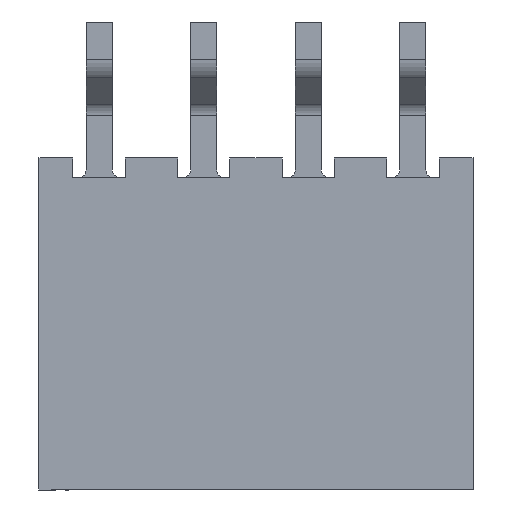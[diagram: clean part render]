
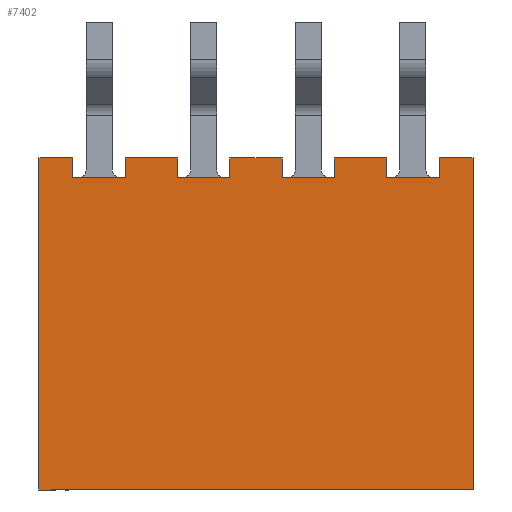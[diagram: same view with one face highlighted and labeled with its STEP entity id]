
A CAD part, front view. The second image highlights one B-rep face of the part: STEP entity #7402.
In plain terms, the highlighted planar face has unit normal (0, -1, 0).
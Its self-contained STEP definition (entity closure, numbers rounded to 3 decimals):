
#250=PLANE('',#7885);
#591=FACE_OUTER_BOUND('',#951,.T.);
#951=EDGE_LOOP('',(#5971,#5972,#5973,#5974,#5975,#5976,#5977,#5978,#5979,
#5980,#5981,#5982,#5983,#5984,#5985,#5986,#5987,#5988,#5989,#5990));
#1638=LINE('',#11441,#2502);
#1640=LINE('',#11445,#2504);
#1642=LINE('',#11449,#2506);
#1645=LINE('',#11455,#2509);
#1647=LINE('',#11459,#2511);
#1650=LINE('',#11464,#2514);
#1678=LINE('',#11519,#2542);
#1679=LINE('',#11521,#2543);
#1680=LINE('',#11523,#2544);
#1681=LINE('',#11525,#2545);
#1682=LINE('',#11527,#2546);
#1683=LINE('',#11529,#2547);
#1684=LINE('',#11531,#2548);
#1685=LINE('',#11533,#2549);
#1686=LINE('',#11535,#2550);
#1687=LINE('',#11537,#2551);
#1688=LINE('',#11539,#2552);
#1689=LINE('',#11541,#2553);
#1690=LINE('',#11542,#2554);
#1691=LINE('',#11543,#2555);
#2502=VECTOR('',#9218,1.);
#2504=VECTOR('',#9222,1.);
#2506=VECTOR('',#9226,1.);
#2509=VECTOR('',#9231,1.);
#2511=VECTOR('',#9235,1.);
#2514=VECTOR('',#9240,1.);
#2542=VECTOR('',#9290,1.);
#2543=VECTOR('',#9291,1.);
#2544=VECTOR('',#9292,1.);
#2545=VECTOR('',#9293,1.);
#2546=VECTOR('',#9294,1.);
#2547=VECTOR('',#9295,1.);
#2548=VECTOR('',#9296,1.);
#2549=VECTOR('',#9297,1.);
#2550=VECTOR('',#9298,1.);
#2551=VECTOR('',#9299,1.);
#2552=VECTOR('',#9300,1.);
#2553=VECTOR('',#9301,1.);
#2554=VECTOR('',#9302,1.);
#2555=VECTOR('',#9303,1.);
#3432=VERTEX_POINT('',#11438);
#3433=VERTEX_POINT('',#11440);
#3434=VERTEX_POINT('',#11444);
#3435=VERTEX_POINT('',#11448);
#3436=VERTEX_POINT('',#11452);
#3437=VERTEX_POINT('',#11454);
#3438=VERTEX_POINT('',#11458);
#3439=VERTEX_POINT('',#11463);
#3455=VERTEX_POINT('',#11518);
#3456=VERTEX_POINT('',#11520);
#3457=VERTEX_POINT('',#11522);
#3458=VERTEX_POINT('',#11524);
#3459=VERTEX_POINT('',#11526);
#3460=VERTEX_POINT('',#11528);
#3461=VERTEX_POINT('',#11530);
#3462=VERTEX_POINT('',#11532);
#3463=VERTEX_POINT('',#11534);
#3464=VERTEX_POINT('',#11536);
#3465=VERTEX_POINT('',#11538);
#3466=VERTEX_POINT('',#11540);
#4321=EDGE_CURVE('',#3432,#3433,#1638,.T.);
#4323=EDGE_CURVE('',#3433,#3434,#1640,.T.);
#4325=EDGE_CURVE('',#3435,#3434,#1642,.T.);
#4328=EDGE_CURVE('',#3436,#3437,#1645,.T.);
#4330=EDGE_CURVE('',#3437,#3438,#1647,.T.);
#4333=EDGE_CURVE('',#3438,#3439,#1650,.T.);
#4361=EDGE_CURVE('',#3432,#3455,#1678,.T.);
#4362=EDGE_CURVE('',#3455,#3456,#1679,.T.);
#4363=EDGE_CURVE('',#3457,#3456,#1680,.T.);
#4364=EDGE_CURVE('',#3458,#3457,#1681,.T.);
#4365=EDGE_CURVE('',#3458,#3459,#1682,.T.);
#4366=EDGE_CURVE('',#3459,#3460,#1683,.T.);
#4367=EDGE_CURVE('',#3461,#3460,#1684,.T.);
#4368=EDGE_CURVE('',#3462,#3461,#1685,.T.);
#4369=EDGE_CURVE('',#3462,#3463,#1686,.T.);
#4370=EDGE_CURVE('',#3463,#3464,#1687,.T.);
#4371=EDGE_CURVE('',#3465,#3464,#1688,.T.);
#4372=EDGE_CURVE('',#3465,#3466,#1689,.T.);
#4373=EDGE_CURVE('',#3466,#3439,#1690,.T.);
#4374=EDGE_CURVE('',#3436,#3435,#1691,.T.);
#5971=ORIENTED_EDGE('',*,*,#4361,.T.);
#5972=ORIENTED_EDGE('',*,*,#4362,.T.);
#5973=ORIENTED_EDGE('',*,*,#4363,.F.);
#5974=ORIENTED_EDGE('',*,*,#4364,.F.);
#5975=ORIENTED_EDGE('',*,*,#4365,.T.);
#5976=ORIENTED_EDGE('',*,*,#4366,.T.);
#5977=ORIENTED_EDGE('',*,*,#4367,.F.);
#5978=ORIENTED_EDGE('',*,*,#4368,.F.);
#5979=ORIENTED_EDGE('',*,*,#4369,.T.);
#5980=ORIENTED_EDGE('',*,*,#4370,.T.);
#5981=ORIENTED_EDGE('',*,*,#4371,.F.);
#5982=ORIENTED_EDGE('',*,*,#4372,.T.);
#5983=ORIENTED_EDGE('',*,*,#4373,.T.);
#5984=ORIENTED_EDGE('',*,*,#4333,.F.);
#5985=ORIENTED_EDGE('',*,*,#4330,.F.);
#5986=ORIENTED_EDGE('',*,*,#4328,.F.);
#5987=ORIENTED_EDGE('',*,*,#4374,.T.);
#5988=ORIENTED_EDGE('',*,*,#4325,.T.);
#5989=ORIENTED_EDGE('',*,*,#4323,.F.);
#5990=ORIENTED_EDGE('',*,*,#4321,.F.);
#7402=ADVANCED_FACE('',(#591),#250,.F.);
#7885=AXIS2_PLACEMENT_3D('',#11517,#9288,#9289);
#9218=DIRECTION('',(0.,0.,1.));
#9222=DIRECTION('',(1.,0.,0.));
#9226=DIRECTION('',(0.,0.,1.));
#9231=DIRECTION('',(0.,0.,1.));
#9235=DIRECTION('',(1.,0.,0.));
#9240=DIRECTION('',(0.,0.,-1.));
#9288=DIRECTION('center_axis',(0.,1.,0.));
#9289=DIRECTION('ref_axis',(-1.,0.,0.));
#9290=DIRECTION('',(-1.,0.,0.));
#9291=DIRECTION('',(0.,0.,1.));
#9292=DIRECTION('',(1.,0.,0.));
#9293=DIRECTION('',(0.,0.,1.));
#9294=DIRECTION('',(-1.,0.,0.));
#9295=DIRECTION('',(0.,0.,1.));
#9296=DIRECTION('',(1.,0.,0.));
#9297=DIRECTION('',(0.,0.,1.));
#9298=DIRECTION('',(-1.,0.,0.));
#9299=DIRECTION('',(0.,0.,1.));
#9300=DIRECTION('',(1.,0.,0.));
#9301=DIRECTION('',(0.,0.,-1.));
#9302=DIRECTION('',(1.,0.,0.));
#9303=DIRECTION('',(-1.,0.,0.));
#11438=CARTESIAN_POINT('',(-17.394,2.143,0.985));
#11440=CARTESIAN_POINT('',(-17.394,2.143,1.365));
#11441=CARTESIAN_POINT('',(-17.394,2.143,-1.251));
#11444=CARTESIAN_POINT('',(-16.394,2.143,1.365));
#11445=CARTESIAN_POINT('',(-21.044,2.143,1.365));
#11448=CARTESIAN_POINT('',(-16.394,2.143,0.985));
#11449=CARTESIAN_POINT('',(-16.394,2.143,-1.251));
#11452=CARTESIAN_POINT('',(-15.394,2.143,0.985));
#11454=CARTESIAN_POINT('',(-15.394,2.143,1.365));
#11455=CARTESIAN_POINT('',(-15.394,2.143,-1.251));
#11458=CARTESIAN_POINT('',(-14.744,2.143,1.365));
#11459=CARTESIAN_POINT('',(-35.044,2.143,1.365));
#11463=CARTESIAN_POINT('',(-14.744,2.143,-4.985));
#11464=CARTESIAN_POINT('',(-14.744,2.143,1.365));
#11517=CARTESIAN_POINT('Origin',(-29.044,2.143,1.365));
#11518=CARTESIAN_POINT('',(-18.394,2.143,0.985));
#11519=CARTESIAN_POINT('',(-18.394,2.143,0.985));
#11520=CARTESIAN_POINT('',(-18.394,2.143,1.365));
#11521=CARTESIAN_POINT('',(-18.394,2.143,-1.251));
#11522=CARTESIAN_POINT('',(-19.394,2.143,1.365));
#11523=CARTESIAN_POINT('',(-21.044,2.143,1.365));
#11524=CARTESIAN_POINT('',(-19.394,2.143,0.985));
#11525=CARTESIAN_POINT('',(-19.394,2.143,-1.251));
#11526=CARTESIAN_POINT('',(-20.394,2.143,0.985));
#11527=CARTESIAN_POINT('',(-20.394,2.143,0.985));
#11528=CARTESIAN_POINT('',(-20.394,2.143,1.365));
#11529=CARTESIAN_POINT('',(-20.394,2.143,-1.251));
#11530=CARTESIAN_POINT('',(-21.394,2.143,1.365));
#11531=CARTESIAN_POINT('',(-23.044,2.143,1.365));
#11532=CARTESIAN_POINT('',(-21.394,2.143,0.985));
#11533=CARTESIAN_POINT('',(-21.394,2.143,-1.251));
#11534=CARTESIAN_POINT('',(-22.394,2.143,0.985));
#11535=CARTESIAN_POINT('',(-22.394,2.143,0.985));
#11536=CARTESIAN_POINT('',(-22.394,2.143,1.365));
#11537=CARTESIAN_POINT('',(-22.394,2.143,-1.251));
#11538=CARTESIAN_POINT('',(-23.044,2.143,1.365));
#11539=CARTESIAN_POINT('',(-23.044,2.143,1.365));
#11540=CARTESIAN_POINT('',(-23.044,2.143,-4.985));
#11541=CARTESIAN_POINT('',(-23.044,2.143,1.365));
#11542=CARTESIAN_POINT('',(-29.044,2.143,-4.985));
#11543=CARTESIAN_POINT('',(-16.394,2.143,0.985));
